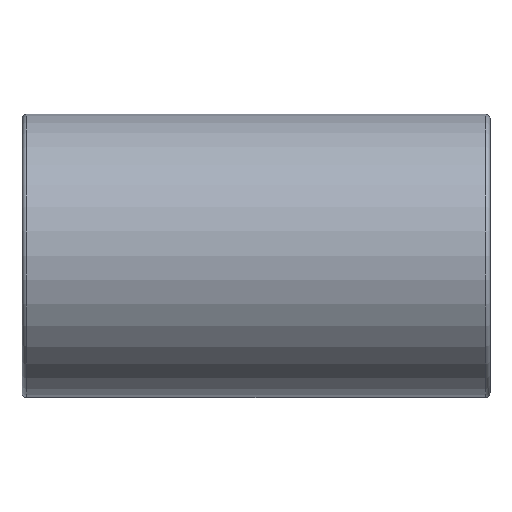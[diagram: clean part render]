
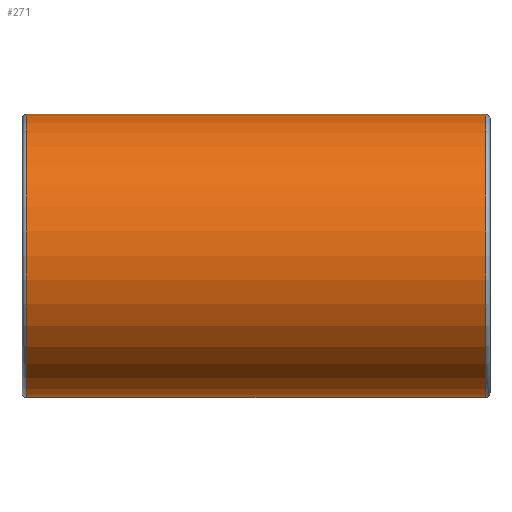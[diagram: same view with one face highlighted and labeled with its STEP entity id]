
A CAD part, top view. The second image highlights one B-rep face of the part: STEP entity #271.
In plain terms, the highlighted cylindrical face has radius 32.5 mm (diameter 65 mm), a full revolution.
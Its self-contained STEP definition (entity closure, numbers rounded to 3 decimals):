
#29=ELLIPSE('',#313,45.962,32.5);
#30=ELLIPSE('',#314,45.962,32.5);
#31=ELLIPSE('',#316,45.962,32.5);
#32=ELLIPSE('',#317,45.962,32.5);
#37=LINE('',#467,#47);
#38=LINE('',#473,#48);
#47=VECTOR('',#366,32.5);
#48=VECTOR('',#371,32.5);
#57=CYLINDRICAL_SURFACE('',#312,32.5);
#66=FACE_OUTER_BOUND('',#84,.T.);
#84=EDGE_LOOP('',(#195,#196,#197,#198,#199,#200,#201,#202,#203,#204));
#110=CIRCLE('',#311,32.5);
#111=CIRCLE('',#315,32.5);
#129=VERTEX_POINT('',#462);
#130=VERTEX_POINT('',#466);
#131=VERTEX_POINT('',#468);
#132=VERTEX_POINT('',#470);
#133=VERTEX_POINT('',#472);
#134=VERTEX_POINT('',#475);
#155=EDGE_CURVE('',#129,#129,#110,.T.);
#156=EDGE_CURVE('',#129,#130,#37,.T.);
#157=EDGE_CURVE('',#130,#131,#29,.T.);
#158=EDGE_CURVE('',#131,#132,#30,.T.);
#159=EDGE_CURVE('',#132,#133,#38,.T.);
#160=EDGE_CURVE('',#133,#133,#111,.T.);
#161=EDGE_CURVE('',#132,#134,#31,.T.);
#162=EDGE_CURVE('',#134,#130,#32,.T.);
#195=ORIENTED_EDGE('',*,*,#155,.F.);
#196=ORIENTED_EDGE('',*,*,#156,.T.);
#197=ORIENTED_EDGE('',*,*,#157,.T.);
#198=ORIENTED_EDGE('',*,*,#158,.T.);
#199=ORIENTED_EDGE('',*,*,#159,.T.);
#200=ORIENTED_EDGE('',*,*,#160,.F.);
#201=ORIENTED_EDGE('',*,*,#159,.F.);
#202=ORIENTED_EDGE('',*,*,#161,.T.);
#203=ORIENTED_EDGE('',*,*,#162,.T.);
#204=ORIENTED_EDGE('',*,*,#156,.F.);
#271=ADVANCED_FACE('',(#66),#57,.T.);
#311=AXIS2_PLACEMENT_3D('',#464,#362,#363);
#312=AXIS2_PLACEMENT_3D('',#465,#364,#365);
#313=AXIS2_PLACEMENT_3D('',#469,#367,#368);
#314=AXIS2_PLACEMENT_3D('',#471,#369,#370);
#315=AXIS2_PLACEMENT_3D('',#474,#372,#373);
#316=AXIS2_PLACEMENT_3D('',#476,#374,#375);
#317=AXIS2_PLACEMENT_3D('',#477,#376,#377);
#362=DIRECTION('center_axis',(-1.,0.,0.));
#363=DIRECTION('ref_axis',(0.,0.,-1.));
#364=DIRECTION('center_axis',(-1.,0.,0.));
#365=DIRECTION('ref_axis',(0.,0.,1.));
#366=DIRECTION('',(1.,0.,0.));
#367=DIRECTION('center_axis',(-0.707,0.,0.707));
#368=DIRECTION('ref_axis',(0.707,0.,0.707));
#369=DIRECTION('center_axis',(0.707,0.,0.707));
#370=DIRECTION('ref_axis',(0.707,0.,-0.707));
#371=DIRECTION('',(1.,0.,0.));
#372=DIRECTION('center_axis',(1.,0.,0.));
#373=DIRECTION('ref_axis',(0.,0.,-1.));
#374=DIRECTION('center_axis',(0.707,0.,0.707));
#375=DIRECTION('ref_axis',(0.707,0.,-0.707));
#376=DIRECTION('center_axis',(-0.707,0.,0.707));
#377=DIRECTION('ref_axis',(0.707,0.,0.707));
#462=CARTESIAN_POINT('',(-52.75,0.,-32.5));
#464=CARTESIAN_POINT('Origin',(-52.75,0.,0.));
#465=CARTESIAN_POINT('Origin',(0.,0.,0.));
#466=CARTESIAN_POINT('',(-32.5,0.,-32.5));
#467=CARTESIAN_POINT('',(0.,0.,-32.5));
#468=CARTESIAN_POINT('',(0.,-32.5,0.));
#469=CARTESIAN_POINT('Origin',(0.,0.,0.));
#470=CARTESIAN_POINT('',(32.5,0.,-32.5));
#471=CARTESIAN_POINT('Origin',(0.,0.,0.));
#472=CARTESIAN_POINT('',(52.75,0.,-32.5));
#473=CARTESIAN_POINT('',(0.,0.,-32.5));
#474=CARTESIAN_POINT('Origin',(52.75,0.,0.));
#475=CARTESIAN_POINT('',(0.,32.5,0.));
#476=CARTESIAN_POINT('Origin',(0.,0.,0.));
#477=CARTESIAN_POINT('Origin',(0.,0.,0.));
